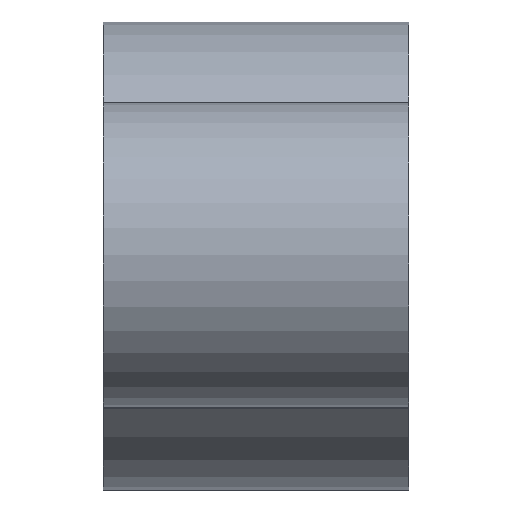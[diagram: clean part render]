
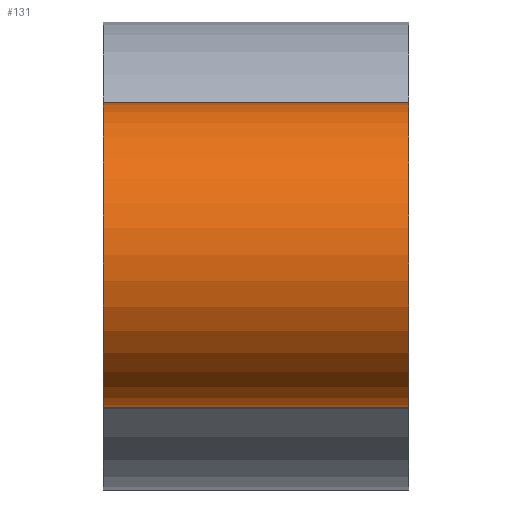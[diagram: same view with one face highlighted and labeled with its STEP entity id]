
A CAD part, top view. The second image highlights one B-rep face of the part: STEP entity #131.
In plain terms, the highlighted cylindrical face has radius 30 mm (diameter 60 mm), a partial arc.
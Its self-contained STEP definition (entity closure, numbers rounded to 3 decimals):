
#53=FACE_OUTER_BOUND('',#59,.T.);
#59=EDGE_LOOP('',(#111,#112,#113,#114));
#67=LINE('',#249,#75);
#68=LINE('',#255,#76);
#75=VECTOR('',#192,10.);
#76=VECTOR('',#199,10.);
#81=CIRCLE('',#160,30.);
#82=CIRCLE('',#161,30.);
#87=VERTEX_POINT('',#245);
#88=VERTEX_POINT('',#247);
#89=VERTEX_POINT('',#251);
#90=VERTEX_POINT('',#253);
#97=EDGE_CURVE('',#87,#88,#67,.T.);
#98=EDGE_CURVE('',#89,#87,#81,.T.);
#99=EDGE_CURVE('',#90,#88,#82,.T.);
#100=EDGE_CURVE('',#89,#90,#68,.T.);
#111=ORIENTED_EDGE('',*,*,#98,.T.);
#112=ORIENTED_EDGE('',*,*,#97,.T.);
#113=ORIENTED_EDGE('',*,*,#99,.F.);
#114=ORIENTED_EDGE('',*,*,#100,.F.);
#128=CYLINDRICAL_SURFACE('',#159,30.);
#131=ADVANCED_FACE('',(#53),#128,.T.);
#159=AXIS2_PLACEMENT_3D('',#250,#193,#194);
#160=AXIS2_PLACEMENT_3D('',#252,#195,#196);
#161=AXIS2_PLACEMENT_3D('',#254,#197,#198);
#192=DIRECTION('',(1.,0.,0.));
#193=DIRECTION('center_axis',(1.,0.,0.));
#194=DIRECTION('ref_axis',(0.,1.,0.));
#195=DIRECTION('center_axis',(1.,0.,0.));
#196=DIRECTION('ref_axis',(0.,1.,0.));
#197=DIRECTION('center_axis',(1.,0.,0.));
#198=DIRECTION('ref_axis',(0.,1.,0.));
#199=DIRECTION('',(1.,0.,0.));
#245=CARTESIAN_POINT('',(0.,-30.,0.));
#247=CARTESIAN_POINT('',(60.,-30.,0.));
#249=CARTESIAN_POINT('',(0.,-30.,0.));
#250=CARTESIAN_POINT('Origin',(0.,0.,0.));
#251=CARTESIAN_POINT('',(0.,30.,0.));
#252=CARTESIAN_POINT('Origin',(0.,0.,0.));
#253=CARTESIAN_POINT('',(60.,30.,0.));
#254=CARTESIAN_POINT('Origin',(60.,0.,0.));
#255=CARTESIAN_POINT('',(0.,30.,0.));
